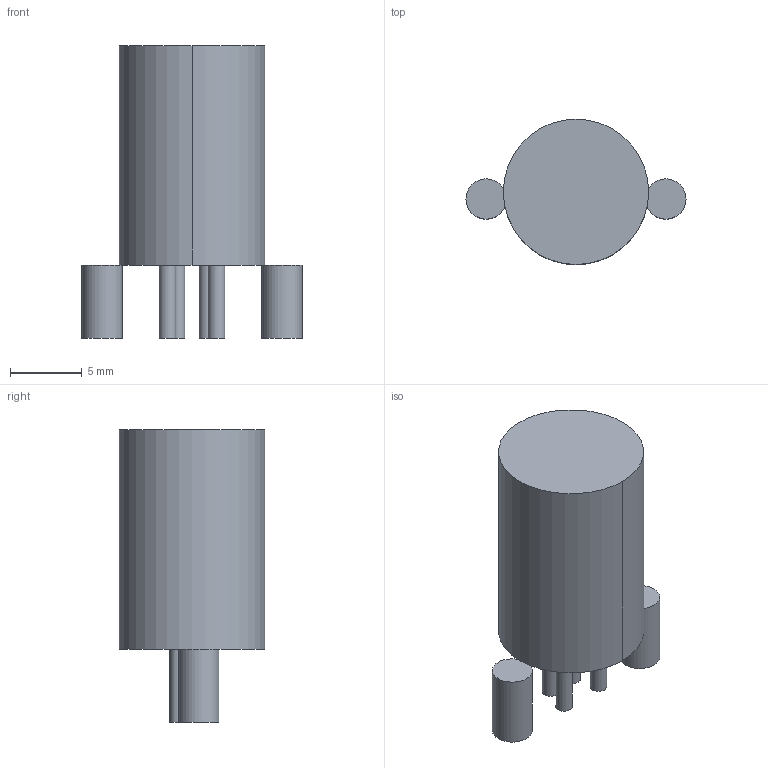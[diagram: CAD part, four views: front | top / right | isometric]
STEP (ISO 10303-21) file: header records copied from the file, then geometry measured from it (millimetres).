
FILE_DESCRIPTION(('FreeCAD Model'),'2;1');
FILE_NAME('1352375.1.2.stp','2020-04-10T04:19:52',( 'Author'),(''),'Open CASCADE STEP processor 6.9','FreeCAD','Unknown' );
FILE_SCHEMA(('AUTOMOTIVE_DESIGN { 1 0 10303 214 1 1 1 1 }'));
Length unit declared in the file: millimetre
Products named in the file (3): ASSEMBLY; Body; Leads
Assembly tree (7 placements, depth 2):
  ASSEMBLY
    Body
    Leads  x6
Bounding box: 15.3 x 10.1 x 20.35 mm (x, y, z)
Volume: 1725.8 mm3; surface area: 1822.3 mm2
Topology: 37 solids, 39 shells, 114 faces, 114 edges, 76 vertices
Faces by surface type: plane 76, cylinder 38
Full cylindrical faces by diameter (mm): 1.15 x24, 2.8 x12
Entity records: 977 total; most frequent: DIRECTION 164, CARTESIAN_POINT 132, ORIENTED_EDGE 60, PCURVE 56, DEFINITIONAL_REPRESENTATION 56, LINE 52, VECTOR 52, AXIS2_PLACEMENT_3D 48
